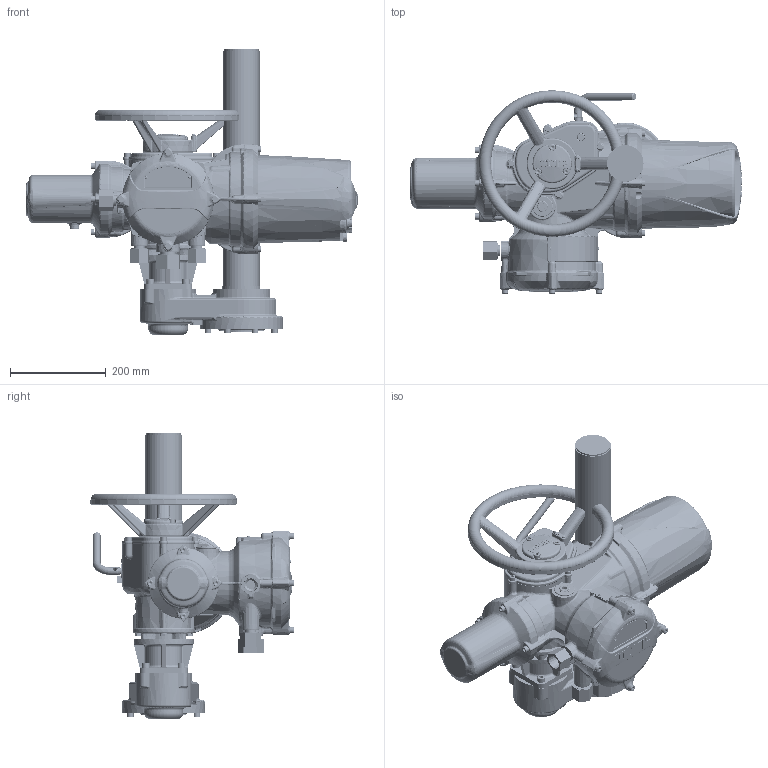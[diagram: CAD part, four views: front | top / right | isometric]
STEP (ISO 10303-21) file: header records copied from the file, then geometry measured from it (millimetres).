
FILE_DESCRIPTION(/* description */ ('Unknown'),/* implementation_level */ '2;1');
FILE_NAME(/* name */ 'II1THWIS2STD',/* time_stamp */ '2019-04-25T13:55:12+01:00',/* author */ ('Unknown'),/* organization */ ('Unknown'),/* preprocessor_version */ 'ST-DEVELOPER v16.7',/* originating_system */ 'DEX',/* authorisation */ $);
FILE_SCHEMA (('AUTOMOTIVE_DESIGN {1 0 10303 214 3 1 1}'));
Length unit declared in the file: millimetre
Products named in the file (16): II1THWIS2STD; GB-IS2-GCASE; GB-IS2-CTUBE_500; GB-IS2-INFLG_F10; IQ3 10 THW; II1-01-std; II0-20SHORT-std; II1-05-std; II0-55-std; II1-04THW-std; II1-02B3B4_F10-std; II1-04CAP-std; II0-20LONG-std; GB-IS2-OUTFLG_F10; GB-IS2-INDPLATE; II0-55-ADPIMP4-std
Assembly tree (15 placements, depth 3):
  II1THWIS2STD
    GB-IS2-GCASE
    GB-IS2-CTUBE_500
    GB-IS2-INFLG_F10
    IQ3 10 THW
      II1-01-std
      II0-20SHORT-std
      II1-05-std
      II0-55-std
      II1-04THW-std
      II1-02B3B4_F10-std
      II1-04CAP-std
      II0-20LONG-std
    GB-IS2-OUTFLG_F10
    GB-IS2-INDPLATE
    II0-55-ADPIMP4-std
Bounding box: 692.3 x 423.78 x 596 mm (x, y, z)
Volume: 17735636.5 mm3; surface area: 1859371.9 mm2
Topology: 51 solids, 60 shells, 7780 faces, 19545 edges, 11831 vertices
Faces by surface type: bspline 2571, plane 2371, cylinder 1156, torus 765, cone 749, sphere 168
Full cylindrical faces by diameter (mm): 1.152 x2, 3 x12, 4 x2, 4.917 x1, 6 x8, 6.45 x13, 6.47 x13, 6.5 x1, 6.647 x2, 7 x4, 7.6 x4, 8 x42, 8.1 x2, 8.2 x1, 8.376 x4, 8.5 x16, 10 x6, 10.5 x8, 11.78 x1, 13 x32, 13.25 x4, 15.5 x1, 16 x8, 16.186 x1, 18 x3, 20 x1, 23.058 x3, 24.78 x1, 28 x1, 32.632 x1
Entity records: 340652 total; most frequent: CARTESIAN_POINT 130312, ORIENTED_EDGE 36578, DIRECTION 27722, EDGE_CURVE 18289, AXIS2_PLACEMENT_3D 11550, VERTEX_POINT 11473, FACE_BOUND 8756, EDGE_LOOP 8722
